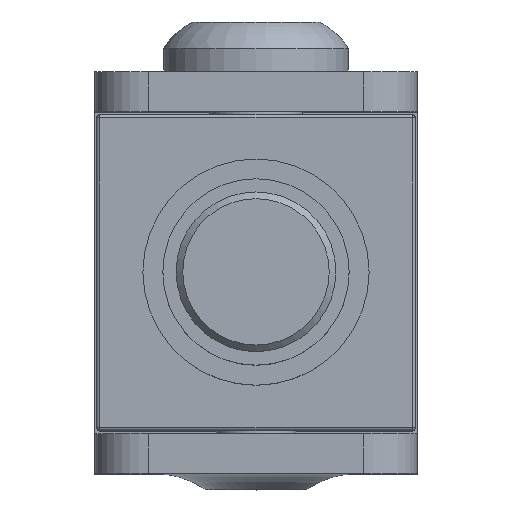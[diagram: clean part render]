
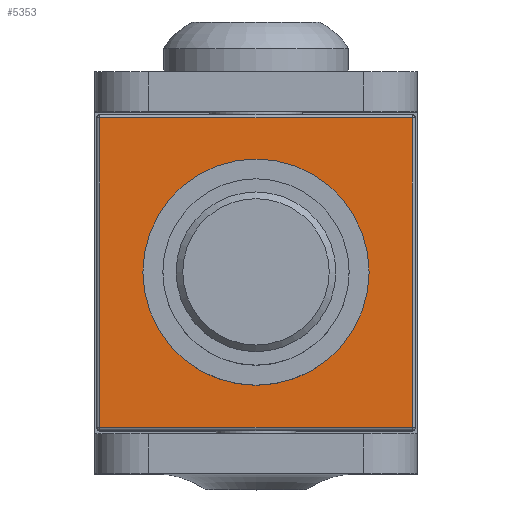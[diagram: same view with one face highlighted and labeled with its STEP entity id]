
A CAD part, top view. The second image highlights one B-rep face of the part: STEP entity #5353.
In plain terms, the highlighted planar face has unit normal (0, 0, 1).
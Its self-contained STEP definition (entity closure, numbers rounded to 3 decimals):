
#230 = CARTESIAN_POINT ( 'NONE',  ( -23.95, 23.25, 21.6 ) ) ;
#1191 = CARTESIAN_POINT ( 'NONE',  ( 23.45, 23.25, 21.6 ) ) ;
#1314 = CARTESIAN_POINT ( 'NONE',  ( -12.65, 0., 21.6 ) ) ;
#1682 = VERTEX_POINT ( 'NONE', #6020 ) ;
#1735 = FACE_BOUND ( 'NONE', #2827, .T. ) ;
#2479 = CARTESIAN_POINT ( 'NONE',  ( 23.45, 23.75, 21.6 ) ) ;
#2827 = EDGE_LOOP ( 'NONE', ( #12915 ) ) ;
#2905 = CARTESIAN_POINT ( 'NONE',  ( -23.95, 23.75, 21.6 ) ) ;
#4680 = CARTESIAN_POINT ( 'NONE',  ( -23.45, -23.25, 21.6 ) ) ;
#5006 = ORIENTED_EDGE ( 'NONE', *, *, #14706, .T. ) ;
#5353 = ADVANCED_FACE ( 'NONE', ( #1735, #7403 ), #7834, .F. ) ;
#5452 = DIRECTION ( 'NONE',  ( -1., 0., 0. ) ) ;
#5519 = CARTESIAN_POINT ( 'NONE',  ( 0., 0., 21.6 ) ) ;
#5934 = VECTOR ( 'NONE', #8662, 1000. ) ;
#6020 = CARTESIAN_POINT ( 'NONE',  ( 23.45, -23.25, 21.6 ) ) ;
#6196 = VERTEX_POINT ( 'NONE', #4680 ) ;
#6340 = CIRCLE ( 'NONE', #13536, 12.65 ) ;
#6982 = CARTESIAN_POINT ( 'NONE',  ( -23.95, -23.25, 21.6 ) ) ;
#7047 = VECTOR ( 'NONE', #10807, 1000. ) ;
#7122 = ORIENTED_EDGE ( 'NONE', *, *, #10600, .T. ) ;
#7167 = CARTESIAN_POINT ( 'NONE',  ( -23.45, 23.75, 21.6 ) ) ;
#7393 = VERTEX_POINT ( 'NONE', #1314 ) ;
#7403 = FACE_OUTER_BOUND ( 'NONE', #8210, .T. ) ;
#7834 = PLANE ( 'NONE',  #12000 ) ;
#7971 = EDGE_CURVE ( 'NONE', #7393, #7393, #6340, .T. ) ;
#8210 = EDGE_LOOP ( 'NONE', ( #7122, #10523, #14020, #5006 ) ) ;
#8596 = VERTEX_POINT ( 'NONE', #14733 ) ;
#8662 = DIRECTION ( 'NONE',  ( -1., 0., 0. ) ) ;
#9046 = DIRECTION ( 'NONE',  ( 0., 0., -1. ) ) ;
#9731 = VERTEX_POINT ( 'NONE', #1191 ) ;
#10199 = LINE ( 'NONE', #7167, #7047 ) ;
#10421 = DIRECTION ( 'NONE',  ( 0., 0., 1. ) ) ;
#10523 = ORIENTED_EDGE ( 'NONE', *, *, #15233, .T. ) ;
#10600 = EDGE_CURVE ( 'NONE', #9731, #8596, #14943, .T. ) ;
#10807 = DIRECTION ( 'NONE',  ( 0., -1., 0. ) ) ;
#12000 = AXIS2_PLACEMENT_3D ( 'NONE', #2905, #9046, #5452 ) ;
#12149 = VECTOR ( 'NONE', #15280, 1000. ) ;
#12915 = ORIENTED_EDGE ( 'NONE', *, *, #7971, .F. ) ;
#13148 = EDGE_CURVE ( 'NONE', #6196, #1682, #13480, .T. ) ;
#13480 = LINE ( 'NONE', #6982, #12149 ) ;
#13536 = AXIS2_PLACEMENT_3D ( 'NONE', #5519, #10421, #15182 ) ;
#14020 = ORIENTED_EDGE ( 'NONE', *, *, #13148, .T. ) ;
#14706 = EDGE_CURVE ( 'NONE', #1682, #9731, #15503, .T. ) ;
#14733 = CARTESIAN_POINT ( 'NONE',  ( -23.45, 23.25, 21.6 ) ) ;
#14943 = LINE ( 'NONE', #230, #5934 ) ;
#15116 = VECTOR ( 'NONE', #15598, 1000. ) ;
#15182 = DIRECTION ( 'NONE',  ( -1., 0., 0. ) ) ;
#15233 = EDGE_CURVE ( 'NONE', #8596, #6196, #10199, .T. ) ;
#15280 = DIRECTION ( 'NONE',  ( 1., 0., 0. ) ) ;
#15503 = LINE ( 'NONE', #2479, #15116 ) ;
#15598 = DIRECTION ( 'NONE',  ( 0., 1., 0. ) ) ;
